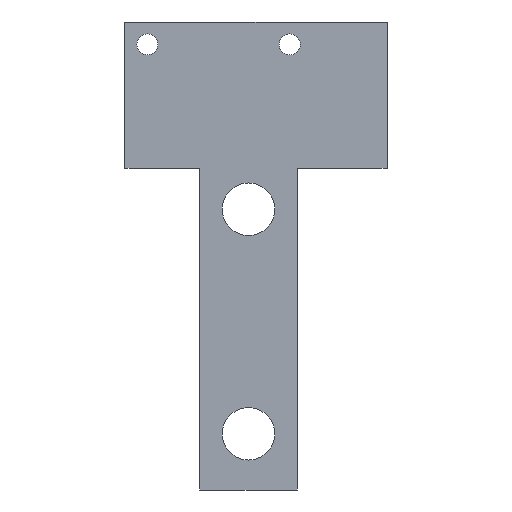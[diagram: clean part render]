
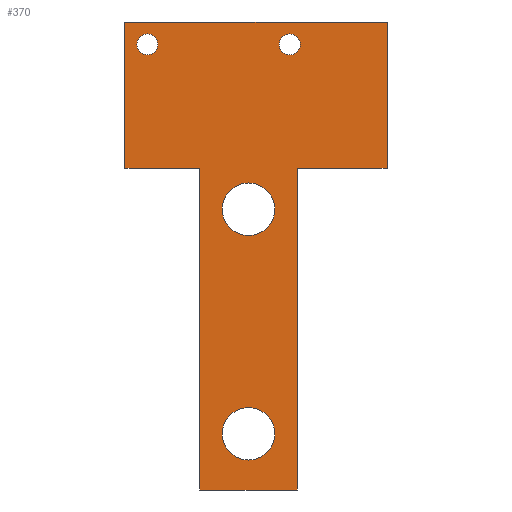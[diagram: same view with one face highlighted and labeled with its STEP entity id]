
A CAD part, front view. The second image highlights one B-rep face of the part: STEP entity #370.
In plain terms, the highlighted planar face has unit normal (0, -1, 0).
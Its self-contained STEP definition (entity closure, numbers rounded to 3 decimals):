
#140=CARTESIAN_POINT('',(5.5,0.0,-9.75));
#141=VERTEX_POINT('',#140);
#149=CARTESIAN_POINT('',(17.5,0.0,-9.75));
#150=VERTEX_POINT('',#149);
#157=CARTESIAN_POINT('',(17.5,0.0,-9.75));
#158=DIRECTION('',(-1.0,0.0,0.0));
#159=VECTOR('',#158,12.0);
#160=LINE('',#157,#159);
#161=EDGE_CURVE('',#150,#141,#160,.T.);
#171=CARTESIAN_POINT('',(-7.5,0.0,-9.75));
#172=VERTEX_POINT('',#171);
#179=CARTESIAN_POINT('',(-17.5,0.0,-9.75));
#180=VERTEX_POINT('',#179);
#181=CARTESIAN_POINT('',(-7.5,0.0,-9.75));
#182=DIRECTION('',(-1.0,0.0,0.0));
#183=VECTOR('',#182,10.0);
#184=LINE('',#181,#183);
#185=EDGE_CURVE('',#172,#180,#184,.T.);
#202=CARTESIAN_POINT('',(17.5,0.0,9.75));
#203=VERTEX_POINT('',#202);
#204=CARTESIAN_POINT('',(17.5,0.0,9.75));
#205=DIRECTION('',(0.0,0.0,-1.0));
#206=VECTOR('',#205,19.5);
#207=LINE('',#204,#206);
#208=EDGE_CURVE('',#203,#150,#207,.T.);
#226=CARTESIAN_POINT('',(-17.5,0.0,9.75));
#227=VERTEX_POINT('',#226);
#228=CARTESIAN_POINT('',(-17.5,0.0,-9.75));
#229=DIRECTION('',(0.0,0.0,1.0));
#230=VECTOR('',#229,19.5);
#231=LINE('',#228,#230);
#232=EDGE_CURVE('',#180,#227,#231,.T.);
#266=CARTESIAN_POINT('',(-17.5,0.0,9.75));
#267=DIRECTION('',(1.0,0.0,-0.0));
#268=VECTOR('',#267,35.0);
#269=LINE('',#266,#268);
#270=EDGE_CURVE('',#227,#203,#269,.T.);
#292=CARTESIAN_POINT('',(0.0,0.0,0.0));
#293=DIRECTION('',(0.0,-1.0,0.0));
#294=DIRECTION('',(0.0,0.0,-1.0));
#295=AXIS2_PLACEMENT_3D('',#292,#293,#294);
#296=PLANE('',#295);
#297=CARTESIAN_POINT('',(4.5,0.0,8.15));
#298=VERTEX_POINT('',#297);
#299=CARTESIAN_POINT('',(4.5,0.0,6.75));
#300=DIRECTION('',(0.0,1.0,0.0));
#301=DIRECTION('',(0.0,-0.0,1.0));
#302=AXIS2_PLACEMENT_3D('',#299,#300,#301);
#303=CIRCLE('',#302,1.4);
#304=EDGE_CURVE('',#298,#298,#303,.T.);
#305=ORIENTED_EDGE('',*,*,#304,.T.);
#306=EDGE_LOOP('',(#305));
#307=FACE_BOUND('',#306,.T.);
#308=CARTESIAN_POINT('',(-14.5,0.0,8.15));
#309=VERTEX_POINT('',#308);
#310=CARTESIAN_POINT('',(-14.5,0.0,6.75));
#311=DIRECTION('',(0.0,1.0,0.0));
#312=DIRECTION('',(0.0,-0.0,1.0));
#313=AXIS2_PLACEMENT_3D('',#310,#311,#312);
#314=CIRCLE('',#313,1.4);
#315=EDGE_CURVE('',#309,#309,#314,.T.);
#316=ORIENTED_EDGE('',*,*,#315,.T.);
#317=EDGE_LOOP('',(#316));
#318=FACE_BOUND('',#317,.T.);
#319=CARTESIAN_POINT('',(-1.0,0.0,-11.75));
#320=VERTEX_POINT('',#319);
#321=CARTESIAN_POINT('',(-1.0,0.0,-15.25));
#322=DIRECTION('',(0.0,1.0,0.0));
#323=DIRECTION('',(0.0,-0.0,1.0));
#324=AXIS2_PLACEMENT_3D('',#321,#322,#323);
#325=CIRCLE('',#324,3.5);
#326=EDGE_CURVE('',#320,#320,#325,.T.);
#327=ORIENTED_EDGE('',*,*,#326,.T.);
#328=EDGE_LOOP('',(#327));
#329=FACE_BOUND('',#328,.T.);
#330=CARTESIAN_POINT('',(-1.0,0.0,-41.75));
#331=VERTEX_POINT('',#330);
#332=CARTESIAN_POINT('',(-1.0,0.0,-45.25));
#333=DIRECTION('',(0.0,1.0,0.0));
#334=DIRECTION('',(0.0,-0.0,1.0));
#335=AXIS2_PLACEMENT_3D('',#332,#333,#334);
#336=CIRCLE('',#335,3.5);
#337=EDGE_CURVE('',#331,#331,#336,.T.);
#338=ORIENTED_EDGE('',*,*,#337,.T.);
#339=EDGE_LOOP('',(#338));
#340=FACE_BOUND('',#339,.T.);
#341=ORIENTED_EDGE('',*,*,#185,.F.);
#342=CARTESIAN_POINT('',(-7.5,0.0,-52.75));
#343=VERTEX_POINT('',#342);
#344=CARTESIAN_POINT('',(-7.5,0.0,-52.75));
#345=DIRECTION('',(0.,0.0,1.0));
#346=VECTOR('',#345,43.0);
#347=LINE('',#344,#346);
#348=EDGE_CURVE('',#343,#172,#347,.T.);
#349=ORIENTED_EDGE('',*,*,#348,.F.);
#350=CARTESIAN_POINT('',(5.5,0.0,-52.75));
#351=VERTEX_POINT('',#350);
#352=CARTESIAN_POINT('',(5.5,0.0,-52.75));
#353=DIRECTION('',(-1.0,0.0,0.0));
#354=VECTOR('',#353,13.0);
#355=LINE('',#352,#354);
#356=EDGE_CURVE('',#351,#343,#355,.T.);
#357=ORIENTED_EDGE('',*,*,#356,.F.);
#358=CARTESIAN_POINT('',(5.5,0.0,-9.75));
#359=DIRECTION('',(0.,0.0,-1.0));
#360=VECTOR('',#359,43.0);
#361=LINE('',#358,#360);
#362=EDGE_CURVE('',#141,#351,#361,.T.);
#363=ORIENTED_EDGE('',*,*,#362,.F.);
#364=ORIENTED_EDGE('',*,*,#161,.F.);
#365=ORIENTED_EDGE('',*,*,#208,.F.);
#366=ORIENTED_EDGE('',*,*,#270,.F.);
#367=ORIENTED_EDGE('',*,*,#232,.F.);
#368=EDGE_LOOP('',(#341,#349,#357,#363,#364,#365,#366,#367));
#369=FACE_BOUND('',#368,.T.);
#370=ADVANCED_FACE('',(#307,#318,#329,#340,#369),#296,.T.);
